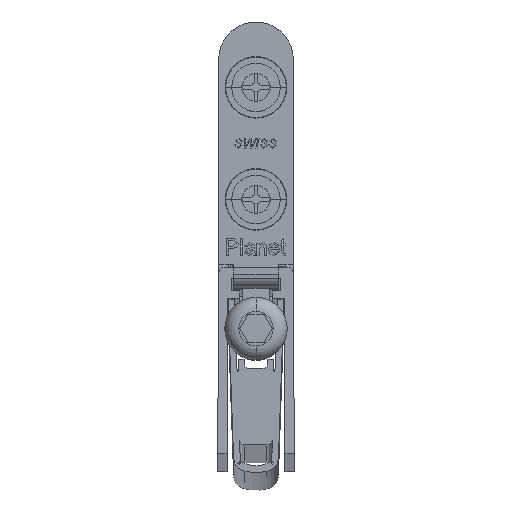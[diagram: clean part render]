
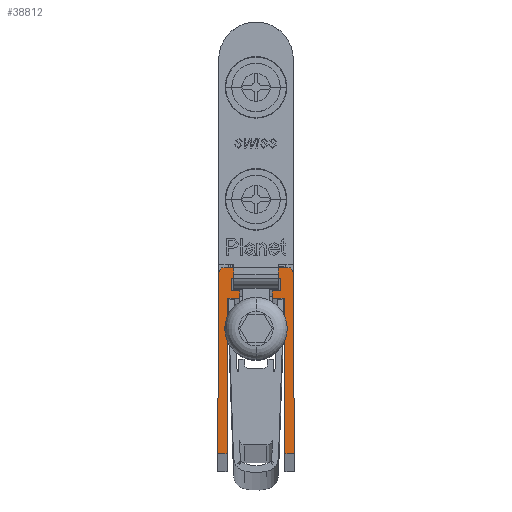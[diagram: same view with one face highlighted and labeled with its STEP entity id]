
A CAD part, top view. The second image highlights one B-rep face of the part: STEP entity #38812.
In plain terms, the highlighted planar face has unit normal (0, 0, 1).
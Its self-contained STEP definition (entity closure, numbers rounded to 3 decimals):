
#609 = VERTEX_POINT ( 'NONE', #36979 ) ;
#625 = CARTESIAN_POINT ( 'NONE',  ( -2.65, -2.55, 1083. ) ) ;
#996 = VERTEX_POINT ( 'NONE', #45422 ) ;
#1252 = CARTESIAN_POINT ( 'NONE',  ( -2.65, -1.25, 1083. ) ) ;
#1318 = VECTOR ( 'NONE', #34379, 1000. ) ;
#1801 = EDGE_CURVE ( 'NONE', #34863, #29847, #3778, .T. ) ;
#1886 = EDGE_CURVE ( 'NONE', #42657, #38085, #32772, .T. ) ;
#2331 = DIRECTION ( 'NONE',  ( -1., 0., 0. ) ) ;
#2486 = CARTESIAN_POINT ( 'NONE',  ( -2.65, -1.25, 1083. ) ) ;
#2917 = VERTEX_POINT ( 'NONE', #35036 ) ;
#3778 = LINE ( 'NONE', #17590, #33925 ) ;
#4676 = VERTEX_POINT ( 'NONE', #34528 ) ;
#4782 = VECTOR ( 'NONE', #20463, 1000. ) ;
#5031 = ORIENTED_EDGE ( 'NONE', *, *, #1886, .T. ) ;
#5234 = EDGE_CURVE ( 'NONE', #39241, #28780, #28582, .T. ) ;
#5430 = CIRCLE ( 'NONE', #37764, 0.7 ) ;
#5999 = CARTESIAN_POINT ( 'NONE',  ( 2.65, -2.55, 1083. ) ) ;
#6605 = ORIENTED_EDGE ( 'NONE', *, *, #31666, .T. ) ;
#7828 = EDGE_CURVE ( 'NONE', #11115, #24541, #44566, .T. ) ;
#9043 = VECTOR ( 'NONE', #41634, 1000. ) ;
#9166 = CARTESIAN_POINT ( 'NONE',  ( -3.1, -20.005, 1083. ) ) ;
#9187 = LINE ( 'NONE', #9412, #4782 ) ;
#9269 = ORIENTED_EDGE ( 'NONE', *, *, #5234, .T. ) ;
#9412 = CARTESIAN_POINT ( 'NONE',  ( 2.65, -2.55, 1083. ) ) ;
#9649 = CARTESIAN_POINT ( 'NONE',  ( -3.303, 0., 1083. ) ) ;
#9874 = LINE ( 'NONE', #9649, #9043 ) ;
#10862 = CARTESIAN_POINT ( 'NONE',  ( 4.1, -20., 1083. ) ) ;
#11115 = VERTEX_POINT ( 'NONE', #43399 ) ;
#11237 = CARTESIAN_POINT ( 'NONE',  ( 4.003, -0.697, 1083. ) ) ;
#11370 = VECTOR ( 'NONE', #23240, 1000. ) ;
#11690 = LINE ( 'NONE', #32412, #30421 ) ;
#11962 = EDGE_CURVE ( 'NONE', #35520, #39241, #44869, .T. ) ;
#12586 = EDGE_CURVE ( 'NONE', #44834, #12842, #31596, .T. ) ;
#12676 = PLANE ( 'NONE',  #15050 ) ;
#12842 = VERTEX_POINT ( 'NONE', #36661 ) ;
#13106 = CARTESIAN_POINT ( 'NONE',  ( 2.65, -1.25, 1083. ) ) ;
#13227 = EDGE_CURVE ( 'NONE', #609, #22850, #39983, .T. ) ;
#13317 = CARTESIAN_POINT ( 'NONE',  ( 3.017, -3.35, 1083. ) ) ;
#13464 = EDGE_CURVE ( 'NONE', #12842, #996, #41268, .T. ) ;
#13552 = CARTESIAN_POINT ( 'NONE',  ( -4.1, -20., 1083. ) ) ;
#13770 = CARTESIAN_POINT ( 'NONE',  ( 3.303, -0.7, 1083. ) ) ;
#14102 = CARTESIAN_POINT ( 'NONE',  ( -3.017, -3.35, 1083. ) ) ;
#14222 = LINE ( 'NONE', #13552, #43787 ) ;
#14877 = ORIENTED_EDGE ( 'NONE', *, *, #1801, .T. ) ;
#14954 = VECTOR ( 'NONE', #38790, 1000. ) ;
#15050 = AXIS2_PLACEMENT_3D ( 'NONE', #40993, #16815, #2331 ) ;
#15802 = VERTEX_POINT ( 'NONE', #11237 ) ;
#16016 = CARTESIAN_POINT ( 'NONE',  ( 1.75, -2.55, 1083. ) ) ;
#16680 = ORIENTED_EDGE ( 'NONE', *, *, #19077, .T. ) ;
#16682 = CARTESIAN_POINT ( 'NONE',  ( 4.1, -20., 1083. ) ) ;
#16815 = DIRECTION ( 'NONE',  ( 0., 0., -1. ) ) ;
#17035 = ORIENTED_EDGE ( 'NONE', *, *, #22146, .T. ) ;
#17189 = ORIENTED_EDGE ( 'NONE', *, *, #12586, .T. ) ;
#17590 = CARTESIAN_POINT ( 'NONE',  ( 2.65, -1.25, 1083. ) ) ;
#17616 = VERTEX_POINT ( 'NONE', #31917 ) ;
#17922 = DIRECTION ( 'NONE',  ( 1., -0.005, 0. ) ) ;
#19077 = EDGE_CURVE ( 'NONE', #2917, #44834, #14222, .T. ) ;
#19589 = ORIENTED_EDGE ( 'NONE', *, *, #11962, .T. ) ;
#19969 = VECTOR ( 'NONE', #43580, 1000. ) ;
#20236 = CARTESIAN_POINT ( 'NONE',  ( -4.003, -0.697, 1083. ) ) ;
#20354 = ORIENTED_EDGE ( 'NONE', *, *, #41466, .T. ) ;
#20463 = DIRECTION ( 'NONE',  ( -1., 0., 0. ) ) ;
#21518 = CARTESIAN_POINT ( 'NONE',  ( -1.75, -2.55, 1083. ) ) ;
#21751 = DIRECTION ( 'NONE',  ( 0., 0., 1. ) ) ;
#22146 = EDGE_CURVE ( 'NONE', #996, #17616, #42002, .T. ) ;
#22206 = DIRECTION ( 'NONE',  ( -1., 0., 0. ) ) ;
#22706 = DIRECTION ( 'NONE',  ( 1., 0., 0. ) ) ;
#22850 = VERTEX_POINT ( 'NONE', #20236 ) ;
#23240 = DIRECTION ( 'NONE',  ( 0.005, -1., 0. ) ) ;
#23364 = AXIS2_PLACEMENT_3D ( 'NONE', #24965, #21751, #22206 ) ;
#23467 = CARTESIAN_POINT ( 'NONE',  ( -2.65, -1.25, 1083. ) ) ;
#23764 = VECTOR ( 'NONE', #32796, 1000. ) ;
#24140 = EDGE_CURVE ( 'NONE', #28780, #15802, #11690, .T. ) ;
#24230 = CARTESIAN_POINT ( 'NONE',  ( -3.017, -3.35, 1083. ) ) ;
#24541 = VERTEX_POINT ( 'NONE', #44088 ) ;
#24965 = CARTESIAN_POINT ( 'NONE',  ( -3.303, -0.7, 1083. ) ) ;
#25148 = EDGE_CURVE ( 'NONE', #17616, #42657, #38579, .T. ) ;
#25305 = VECTOR ( 'NONE', #27700, 1000. ) ;
#26249 = ORIENTED_EDGE ( 'NONE', *, *, #13464, .T. ) ;
#27442 = CARTESIAN_POINT ( 'NONE',  ( -2.65, -2.55, 1083. ) ) ;
#27450 = EDGE_CURVE ( 'NONE', #38085, #34863, #33604, .T. ) ;
#27545 = ORIENTED_EDGE ( 'NONE', *, *, #7828, .T. ) ;
#27700 = DIRECTION ( 'NONE',  ( 0.005, 1., 0. ) ) ;
#27982 = DIRECTION ( 'NONE',  ( -1., 0., 0. ) ) ;
#28582 = LINE ( 'NONE', #10862, #41185 ) ;
#28658 = CARTESIAN_POINT ( 'NONE',  ( -4.003, -0.697, 1083. ) ) ;
#28780 = VERTEX_POINT ( 'NONE', #16682 ) ;
#29165 = EDGE_LOOP ( 'NONE', ( #29343, #5031, #37273, #14877, #33333, #27545, #20354, #19589, #9269, #29218, #35611, #43323, #39769, #6605, #16680, #17189, #26249, #17035 ) ) ;
#29218 = ORIENTED_EDGE ( 'NONE', *, *, #24140, .T. ) ;
#29343 = ORIENTED_EDGE ( 'NONE', *, *, #25148, .T. ) ;
#29847 = VERTEX_POINT ( 'NONE', #5999 ) ;
#29900 = VECTOR ( 'NONE', #43496, 1000. ) ;
#30421 = VECTOR ( 'NONE', #39986, 1000. ) ;
#31596 = LINE ( 'NONE', #14102, #25305 ) ;
#31666 = EDGE_CURVE ( 'NONE', #22850, #2917, #42922, .T. ) ;
#31860 = CARTESIAN_POINT ( 'NONE',  ( 3.1, -20.005, 1083. ) ) ;
#31917 = CARTESIAN_POINT ( 'NONE',  ( -1.75, -2.55, 1083. ) ) ;
#32036 = DIRECTION ( 'NONE',  ( 1., 0.005, 0. ) ) ;
#32412 = CARTESIAN_POINT ( 'NONE',  ( 4.003, -0.697, 1083. ) ) ;
#32772 = LINE ( 'NONE', #1252, #19969 ) ;
#32796 = DIRECTION ( 'NONE',  ( -0.005, -1., 0. ) ) ;
#33333 = ORIENTED_EDGE ( 'NONE', *, *, #39926, .T. ) ;
#33372 = EDGE_CURVE ( 'NONE', #15802, #4676, #5430, .T. ) ;
#33604 = LINE ( 'NONE', #23467, #29900 ) ;
#33925 = VECTOR ( 'NONE', #35529, 1000. ) ;
#34039 = DIRECTION ( 'NONE',  ( 1., 0., 0. ) ) ;
#34379 = DIRECTION ( 'NONE',  ( 1., 0., 0. ) ) ;
#34528 = CARTESIAN_POINT ( 'NONE',  ( 3.303, 0., 1083. ) ) ;
#34863 = VERTEX_POINT ( 'NONE', #13106 ) ;
#34964 = EDGE_CURVE ( 'NONE', #4676, #609, #9874, .T. ) ;
#35036 = CARTESIAN_POINT ( 'NONE',  ( -4.1, -20., 1083. ) ) ;
#35520 = VERTEX_POINT ( 'NONE', #43430 ) ;
#35529 = DIRECTION ( 'NONE',  ( 0., -1., 0. ) ) ;
#35611 = ORIENTED_EDGE ( 'NONE', *, *, #33372, .T. ) ;
#36316 = VECTOR ( 'NONE', #37870, 1000. ) ;
#36521 = LINE ( 'NONE', #43637, #37183 ) ;
#36661 = CARTESIAN_POINT ( 'NONE',  ( -3.017, -3.35, 1083. ) ) ;
#36979 = CARTESIAN_POINT ( 'NONE',  ( -3.303, 0., 1083. ) ) ;
#37183 = VECTOR ( 'NONE', #22706, 1000. ) ;
#37273 = ORIENTED_EDGE ( 'NONE', *, *, #27450, .T. ) ;
#37500 = DIRECTION ( 'NONE',  ( 0., 0., 1. ) ) ;
#37764 = AXIS2_PLACEMENT_3D ( 'NONE', #13770, #37500, #34039 ) ;
#37870 = DIRECTION ( 'NONE',  ( 0., -1., 0. ) ) ;
#38085 = VERTEX_POINT ( 'NONE', #2486 ) ;
#38579 = LINE ( 'NONE', #625, #42180 ) ;
#38790 = DIRECTION ( 'NONE',  ( 0., 1., 0. ) ) ;
#38812 = ADVANCED_FACE ( 'NONE', ( #40532 ), #12676, .F. ) ;
#39241 = VERTEX_POINT ( 'NONE', #31860 ) ;
#39769 = ORIENTED_EDGE ( 'NONE', *, *, #13227, .T. ) ;
#39926 = EDGE_CURVE ( 'NONE', #29847, #11115, #9187, .T. ) ;
#39983 = CIRCLE ( 'NONE', #23364, 0.7 ) ;
#39986 = DIRECTION ( 'NONE',  ( -0.005, 1., 0. ) ) ;
#40532 = FACE_OUTER_BOUND ( 'NONE', #29165, .T. ) ;
#40993 = CARTESIAN_POINT ( 'NONE',  ( -3.303, -0.7, 1083. ) ) ;
#41185 = VECTOR ( 'NONE', #32036, 1000. ) ;
#41268 = LINE ( 'NONE', #24230, #1318 ) ;
#41466 = EDGE_CURVE ( 'NONE', #24541, #35520, #36521, .T. ) ;
#41634 = DIRECTION ( 'NONE',  ( -1., 0., 0. ) ) ;
#42002 = LINE ( 'NONE', #21518, #14954 ) ;
#42180 = VECTOR ( 'NONE', #27982, 1000. ) ;
#42657 = VERTEX_POINT ( 'NONE', #27442 ) ;
#42922 = LINE ( 'NONE', #28658, #23764 ) ;
#43323 = ORIENTED_EDGE ( 'NONE', *, *, #34964, .T. ) ;
#43399 = CARTESIAN_POINT ( 'NONE',  ( 1.75, -2.55, 1083. ) ) ;
#43430 = CARTESIAN_POINT ( 'NONE',  ( 3.017, -3.35, 1083. ) ) ;
#43496 = DIRECTION ( 'NONE',  ( 1., 0., 0. ) ) ;
#43580 = DIRECTION ( 'NONE',  ( 0., 1., 0. ) ) ;
#43637 = CARTESIAN_POINT ( 'NONE',  ( 3.017, -3.35, 1083. ) ) ;
#43787 = VECTOR ( 'NONE', #17922, 1000. ) ;
#44088 = CARTESIAN_POINT ( 'NONE',  ( 1.75, -3.35, 1083. ) ) ;
#44566 = LINE ( 'NONE', #16016, #36316 ) ;
#44834 = VERTEX_POINT ( 'NONE', #9166 ) ;
#44869 = LINE ( 'NONE', #13317, #11370 ) ;
#45422 = CARTESIAN_POINT ( 'NONE',  ( -1.75, -3.35, 1083. ) ) ;
